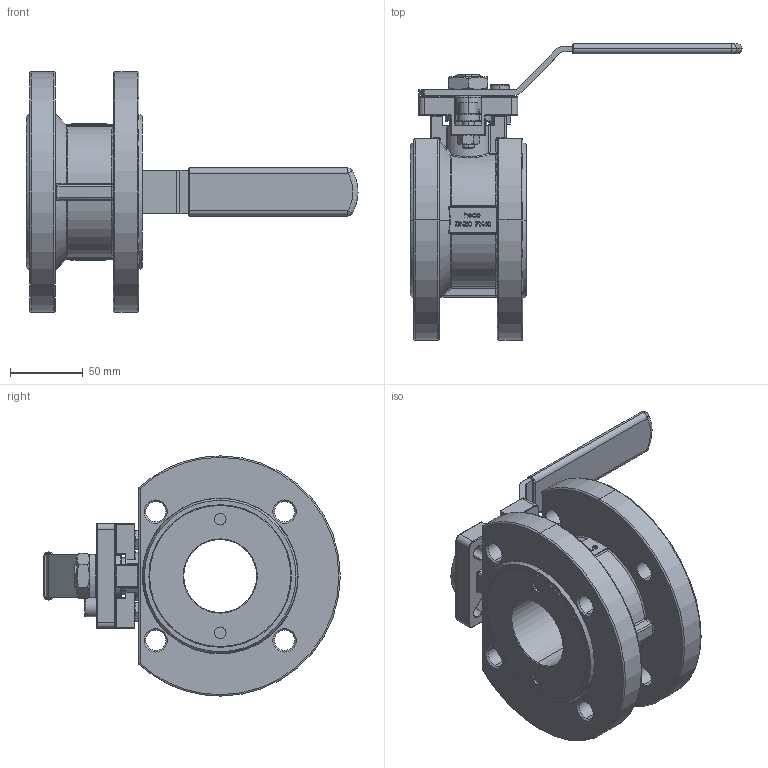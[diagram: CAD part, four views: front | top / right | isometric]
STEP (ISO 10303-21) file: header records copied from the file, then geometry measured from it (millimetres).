
FILE_DESCRIPTION (( 'STEP AP214' ), '1' );
FILE_NAME ('KK-200-000-4 Flanschkugelhahn 1804.STEP', '2018-04-24T06:37:22', ( '' ), ( '' ), 'SwSTEP 2.0', 'SolidWorks 2016', '' );
FILE_SCHEMA (( 'AUTOMOTIVE_DESIGN' ));
Length unit declared in the file: millimetre
Products named in the file (1): KK-200-000-4 Flanschkugelhahn 1804
Bounding box: 228 x 203.7 x 165 mm (x, y, z)
Volume: 941528.9 mm3; surface area: 148673.2 mm2
Topology: 1 solids, 1 shells, 1298 faces, 3166 edges, 1859 vertices
Faces by surface type: plane 357, cylinder 351, bspline 284, torus 162, cone 86, sphere 58
Entity records: 55833 total; most frequent: CARTESIAN_POINT 23541, ORIENTED_EDGE 6188, DIRECTION 5478, EDGE_CURVE 3094, AXIS2_PLACEMENT_3D 2070, VERTEX_POINT 1859, EDGE_LOOP 1403, LINE 1338
